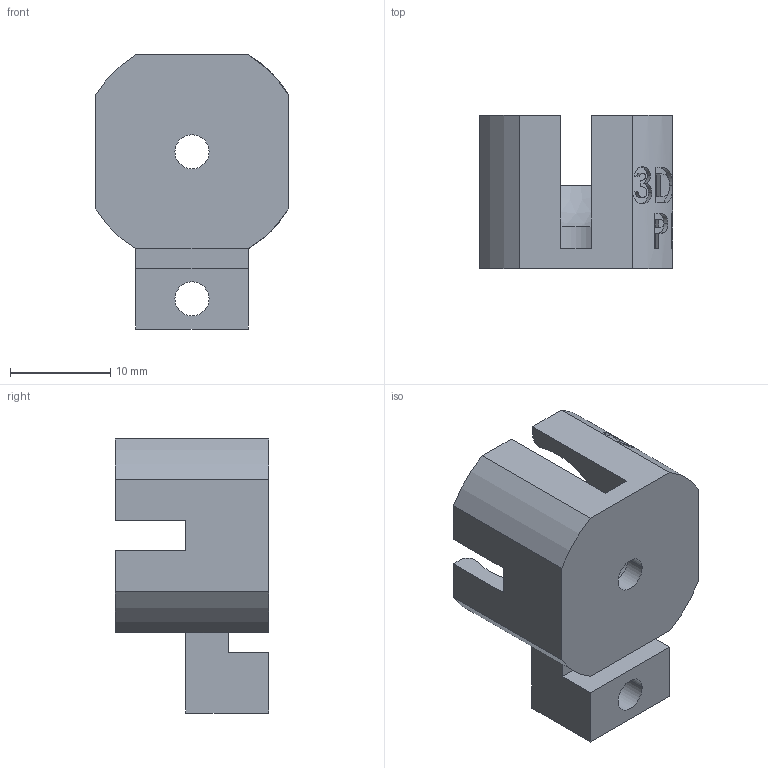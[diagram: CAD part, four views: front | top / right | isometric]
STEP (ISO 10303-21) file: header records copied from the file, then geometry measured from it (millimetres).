
FILE_DESCRIPTION (( 'STEP AP214' ), '1' );
FILE_NAME ('Ball holder (3D).STEP', '2021-06-04T10:54:41', ( '' ), ( '' ), 'SwSTEP 2.0', 'SolidWorks 2016', '' );
FILE_SCHEMA (( 'AUTOMOTIVE_DESIGN' ));
Length unit declared in the file: millimetre
Products named in the file (2): Ball holder (3D)
Bounding box: 19.3 x 15.25 x 27.3 mm (x, y, z)
Volume: 3666 mm3; surface area: 2647.8 mm2
Topology: 1 solids, 1 shells, 166 faces, 453 edges, 300 vertices
Faces by surface type: plane 104, bspline 33, cylinder 18, torus 8, sphere 3
Entity records: 8774 total; most frequent: CARTESIAN_POINT 4763, ORIENTED_EDGE 906, DIRECTION 688, EDGE_CURVE 453, VERTEX_POINT 300, VECTOR 248, LINE 248, AXIS2_PLACEMENT_3D 220
